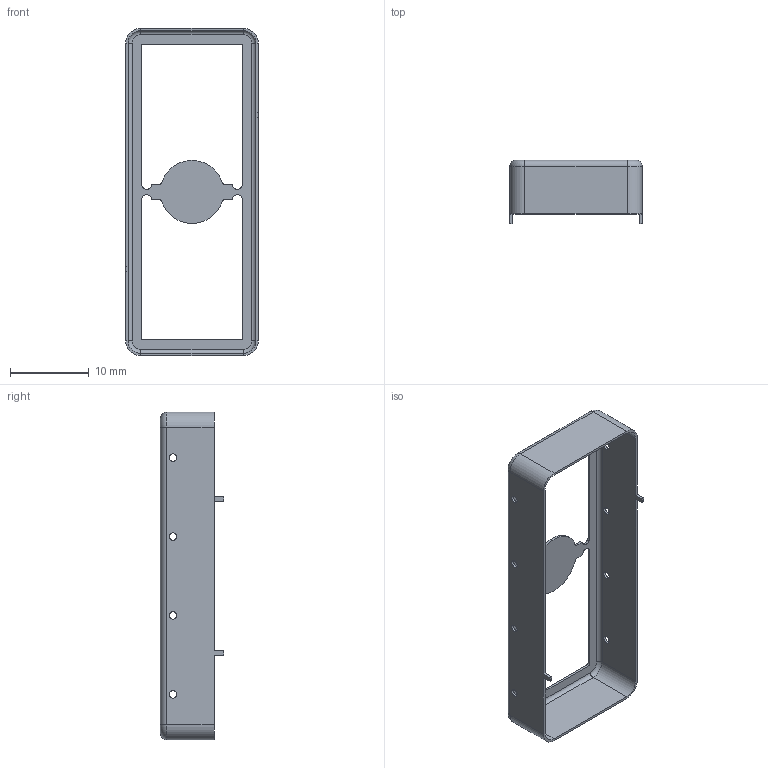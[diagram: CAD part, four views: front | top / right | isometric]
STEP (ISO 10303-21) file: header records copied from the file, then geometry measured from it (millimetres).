
FILE_DESCRIPTION (( 'STEP AP203' ), '1' );
FILE_NAME ('MS415-10F.step', '2020-11-16T08:40:20', ( '' ), ( '' ), 'SwSTEP 2.0', 'SolidWorks 2018', '' );
FILE_SCHEMA (( 'CONFIG_CONTROL_DESIGN' ));
Length unit declared in the file: millimetre
Products named in the file (1): MS415-10F
Bounding box: 16.8 x 8 x 41.5 mm (x, y, z)
Volume: 289.9 mm3; surface area: 2014.1 mm2
Topology: 1 solids, 1 shells, 97 faces, 253 edges, 158 vertices
Faces by surface type: cylinder 53, plane 36, torus 8
Entity records: 3102 total; most frequent: DIRECTION 563, CARTESIAN_POINT 509, ORIENTED_EDGE 506, EDGE_CURVE 253, AXIS2_PLACEMENT_3D 212, VERTEX_POINT 158, LINE 139, VECTOR 139
